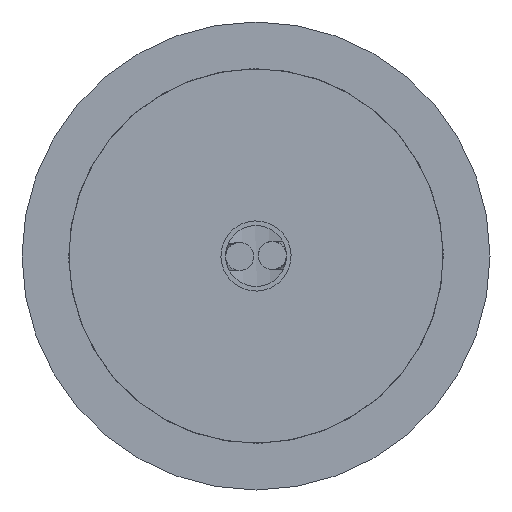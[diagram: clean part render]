
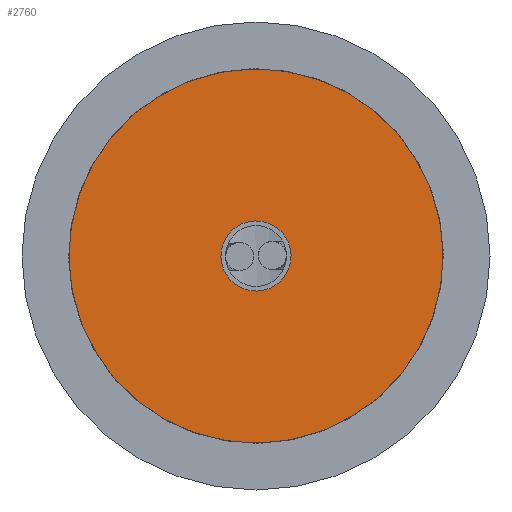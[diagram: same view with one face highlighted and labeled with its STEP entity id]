
A CAD part, front view. The second image highlights one B-rep face of the part: STEP entity #2760.
In plain terms, the highlighted face is planar.
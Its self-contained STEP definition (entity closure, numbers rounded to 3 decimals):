
#157 = DIRECTION ( 'NONE',  ( 0., 0., 1. ) ) ;
#216 = ORIENTED_EDGE ( 'NONE', *, *, #473, .F. ) ;
#226 = CARTESIAN_POINT ( 'NONE',  ( 0., 0., 0. ) ) ;
#237 = EDGE_LOOP ( 'NONE', ( #216, #2106 ) ) ;
#245 = CARTESIAN_POINT ( 'NONE',  ( -0.375, 0., 0. ) ) ;
#246 = DIRECTION ( 'NONE',  ( 0., 0., 1. ) ) ;
#411 = CIRCLE ( 'NONE', #1821, 2. ) ;
#420 = CARTESIAN_POINT ( 'NONE',  ( 0., 0., 0. ) ) ;
#430 = FACE_BOUND ( 'NONE', #1184, .T. ) ;
#473 = EDGE_CURVE ( 'NONE', #2753, #1586, #2400, .T. ) ;
#515 = AXIS2_PLACEMENT_3D ( 'NONE', #1845, #2717, #4062 ) ;
#722 = PLANE ( 'NONE',  #1527 ) ;
#771 = CIRCLE ( 'NONE', #515, 0.375 ) ;
#1184 = EDGE_LOOP ( 'NONE', ( #1693, #2954 ) ) ;
#1272 = EDGE_CURVE ( 'NONE', #3999, #2972, #2843, .T. ) ;
#1344 = DIRECTION ( 'NONE',  ( 0., 0., 1. ) ) ;
#1502 = DIRECTION ( 'NONE',  ( 1., 0., 0. ) ) ;
#1527 = AXIS2_PLACEMENT_3D ( 'NONE', #2956, #157, #3942 ) ;
#1530 = AXIS2_PLACEMENT_3D ( 'NONE', #226, #246, #1502 ) ;
#1586 = VERTEX_POINT ( 'NONE', #3371 ) ;
#1635 = EDGE_CURVE ( 'NONE', #2972, #3999, #771, .T. ) ;
#1693 = ORIENTED_EDGE ( 'NONE', *, *, #1635, .T. ) ;
#1750 = CARTESIAN_POINT ( 'NONE',  ( -2., 0., 0. ) ) ;
#1821 = AXIS2_PLACEMENT_3D ( 'NONE', #420, #1344, #3897 ) ;
#1845 = CARTESIAN_POINT ( 'NONE',  ( 0., 0., 0. ) ) ;
#1931 = DIRECTION ( 'NONE',  ( 1., 0., 0. ) ) ;
#2106 = ORIENTED_EDGE ( 'NONE', *, *, #3408, .F. ) ;
#2188 = CARTESIAN_POINT ( 'NONE',  ( 0.375, 0., 0. ) ) ;
#2400 = CIRCLE ( 'NONE', #1530, 2. ) ;
#2510 = AXIS2_PLACEMENT_3D ( 'NONE', #2854, #2600, #1931 ) ;
#2600 = DIRECTION ( 'NONE',  ( 0., 0., 1. ) ) ;
#2717 = DIRECTION ( 'NONE',  ( 0., 0., 1. ) ) ;
#2753 = VERTEX_POINT ( 'NONE', #1750 ) ;
#2760 = ADVANCED_FACE ( 'NONE', ( #3028, #430 ), #722, .F. ) ;
#2843 = CIRCLE ( 'NONE', #2510, 0.375 ) ;
#2854 = CARTESIAN_POINT ( 'NONE',  ( 0., 0., 0. ) ) ;
#2954 = ORIENTED_EDGE ( 'NONE', *, *, #1272, .T. ) ;
#2956 = CARTESIAN_POINT ( 'NONE',  ( 0., 0., 0. ) ) ;
#2972 = VERTEX_POINT ( 'NONE', #245 ) ;
#3028 = FACE_OUTER_BOUND ( 'NONE', #237, .T. ) ;
#3371 = CARTESIAN_POINT ( 'NONE',  ( 2., 0., 0. ) ) ;
#3408 = EDGE_CURVE ( 'NONE', #1586, #2753, #411, .T. ) ;
#3897 = DIRECTION ( 'NONE',  ( 1., 0., 0. ) ) ;
#3942 = DIRECTION ( 'NONE',  ( 1., 0., 0. ) ) ;
#3999 = VERTEX_POINT ( 'NONE', #2188 ) ;
#4062 = DIRECTION ( 'NONE',  ( 1., 0., 0. ) ) ;
